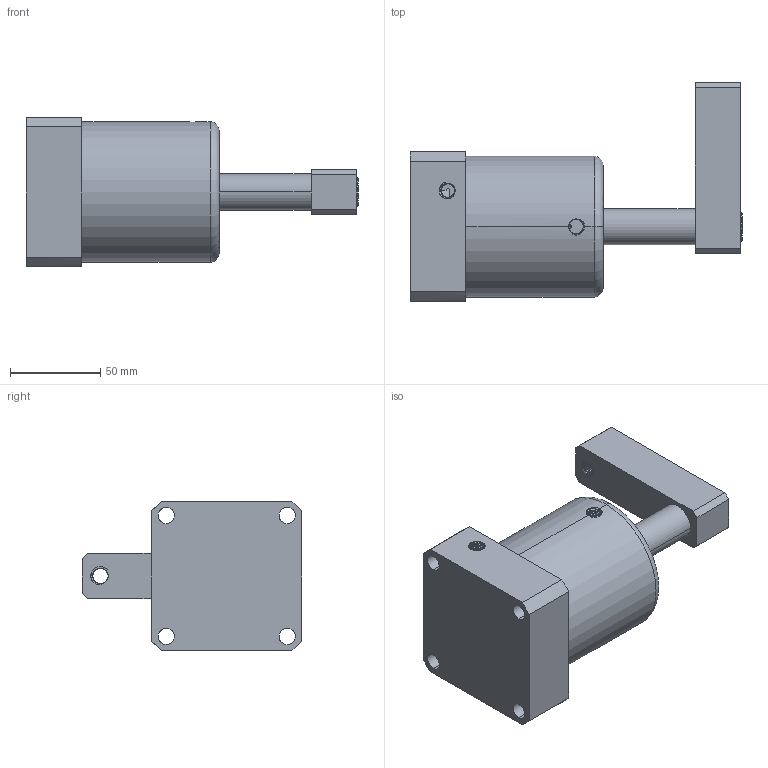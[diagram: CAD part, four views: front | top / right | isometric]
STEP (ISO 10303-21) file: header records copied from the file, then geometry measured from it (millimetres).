
FILE_DESCRIPTION (( 'STEP AP203' ), '1' );
FILE_NAME ('ASC-63S-E.STEP', '2019-05-20T07:20:18', ( 'User' ), ( 'china' ), 'SwSTEP 2.0', 'SolidWorks 2018', '' );
FILE_SCHEMA (( 'CONFIG_CONTROL_DESIGN' ));
Length unit declared in the file: millimetre
Products named in the file (5): M10LC_1; ASC-63S-E; ASC-63-E-BT_1; 63S-E活塞杆; ASC-63SYB_1
Assembly tree (4 placements, depth 2):
  ASC-63S-E
    ASC-63-E-BT_1
    63S-E活塞杆
    ASC-63SYB_1
    M10LC_1
Bounding box: 184 x 121.5 x 83 mm (x, y, z)
Volume: 490572.7 mm3; surface area: 95800.6 mm2
Topology: 4 solids, 4 shells, 259 faces, 842 edges, 598 vertices
Faces by surface type: cylinder 140, plane 42, bspline 40, cone 31, torus 6
Entity records: 41384 total; most frequent: CARTESIAN_POINT 34527, ORIENTED_EDGE 1680, EDGE_CURVE 840, DIRECTION 792, VERTEX_POINT 598, B_SPLINE_CURVE_WITH_KNOTS 556, AXIS2_PLACEMENT_3D 282, EDGE_LOOP 282
